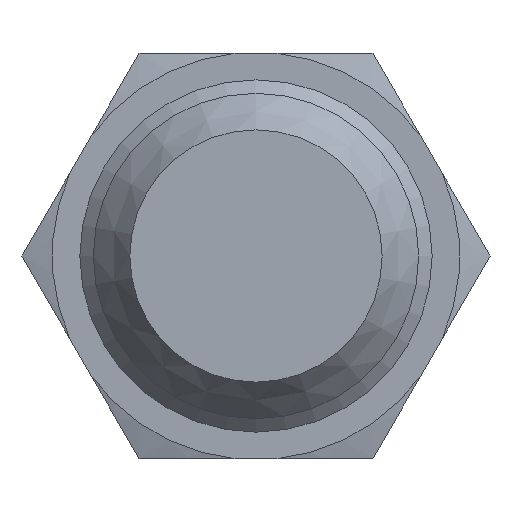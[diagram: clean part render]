
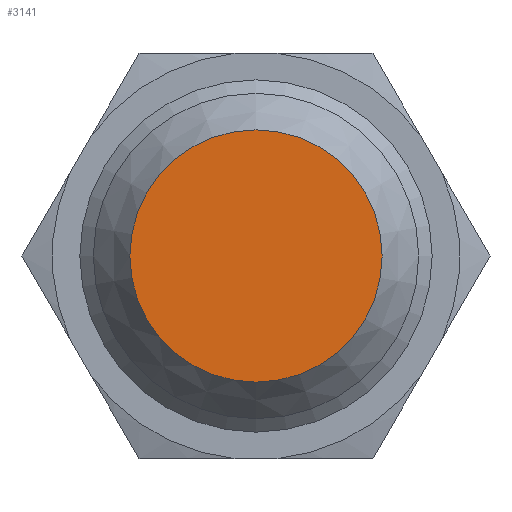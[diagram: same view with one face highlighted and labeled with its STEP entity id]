
A CAD part, left-side view. The second image highlights one B-rep face of the part: STEP entity #3141.
In plain terms, the highlighted planar face has unit normal (-1, 0, 0).
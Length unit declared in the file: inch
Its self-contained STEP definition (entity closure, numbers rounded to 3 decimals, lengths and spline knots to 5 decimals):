
#3125=CARTESIAN_POINT('',(-0.945,-0.81188,0.0));
#3126=DIRECTION('',(1.0,0.0,0.0));
#3127=DIRECTION('',(0.0,0.0,-1.0));
#3128=AXIS2_PLACEMENT_3D('',#3125,#3126,#3127);
#3129=PLANE('',#3128);
#3130=CARTESIAN_POINT('',(-0.945,0.,0.5818));
#3131=VERTEX_POINT('',#3130);
#3132=CARTESIAN_POINT('',(-0.945,0.,0.));
#3133=DIRECTION('',(1.0,0.0,0.0));
#3134=DIRECTION('',(0.0,0.0,-1.0));
#3135=AXIS2_PLACEMENT_3D('',#3132,#3133,#3134);
#3136=CIRCLE('',#3135,0.5818);
#3137=EDGE_CURVE('',#3131,#3131,#3136,.T.);
#3138=ORIENTED_EDGE('',*,*,#3137,.F.);
#3139=EDGE_LOOP('',(#3138));
#3140=FACE_OUTER_BOUND('',#3139,.T.);
#3141=ADVANCED_FACE('',(#3140),#3129,.F.);
